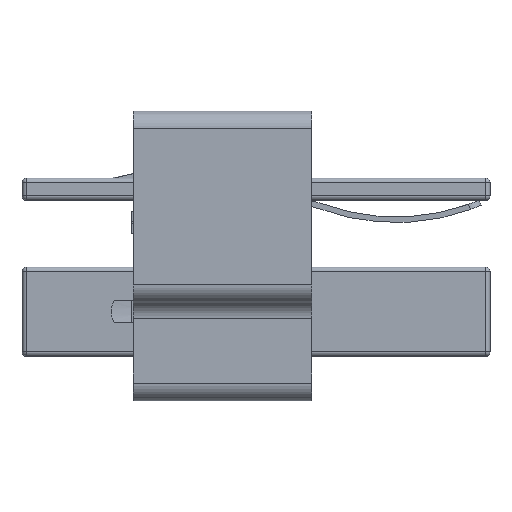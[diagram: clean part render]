
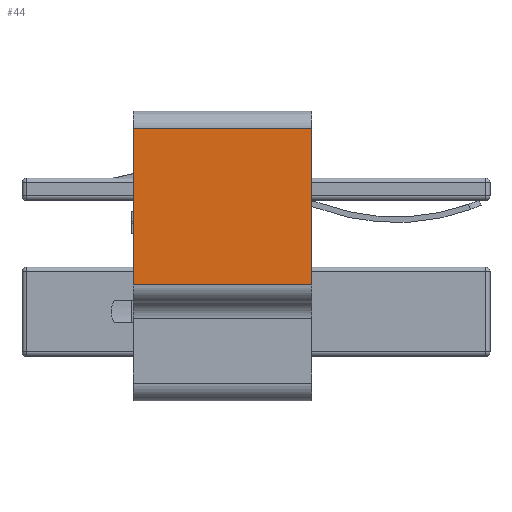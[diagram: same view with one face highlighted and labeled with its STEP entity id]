
A CAD part, left-side view. The second image highlights one B-rep face of the part: STEP entity #44.
In plain terms, the highlighted planar face has unit normal (-1, 0, 0).
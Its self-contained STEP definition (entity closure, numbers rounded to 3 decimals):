
#44 = ADVANCED_FACE('',(#45),#79,.F.);
#45 = FACE_BOUND('',#46,.F.);
#46 = EDGE_LOOP('',(#47,#57,#65,#73));
#47 = ORIENTED_EDGE('',*,*,#48,.T.);
#48 = EDGE_CURVE('',#49,#51,#53,.T.);
#49 = VERTEX_POINT('',#50);
#50 = CARTESIAN_POINT('',(-4.25,0.,-1.3));
#51 = VERTEX_POINT('',#52);
#52 = CARTESIAN_POINT('',(-4.25,8.,-1.3));
#53 = LINE('',#54,#55);
#54 = CARTESIAN_POINT('',(-4.25,0.,-1.3));
#55 = VECTOR('',#56,1.);
#56 = DIRECTION('',(0.,1.,0.));
#57 = ORIENTED_EDGE('',*,*,#58,.T.);
#58 = EDGE_CURVE('',#51,#59,#61,.T.);
#59 = VERTEX_POINT('',#60);
#60 = CARTESIAN_POINT('',(-4.25,8.,5.7));
#61 = LINE('',#62,#63);
#62 = CARTESIAN_POINT('',(-4.25,8.,-1.3));
#63 = VECTOR('',#64,1.);
#64 = DIRECTION('',(0.,0.,1.));
#65 = ORIENTED_EDGE('',*,*,#66,.F.);
#66 = EDGE_CURVE('',#67,#59,#69,.T.);
#67 = VERTEX_POINT('',#68);
#68 = CARTESIAN_POINT('',(-4.25,0.,5.7));
#69 = LINE('',#70,#71);
#70 = CARTESIAN_POINT('',(-4.25,0.,5.7));
#71 = VECTOR('',#72,1.);
#72 = DIRECTION('',(0.,1.,0.));
#73 = ORIENTED_EDGE('',*,*,#74,.F.);
#74 = EDGE_CURVE('',#49,#67,#75,.T.);
#75 = LINE('',#76,#77);
#76 = CARTESIAN_POINT('',(-4.25,0.,-1.3));
#77 = VECTOR('',#78,1.);
#78 = DIRECTION('',(0.,0.,1.));
#79 = PLANE('',#80);
#80 = AXIS2_PLACEMENT_3D('',#81,#82,#83);
#81 = CARTESIAN_POINT('',(-4.25,0.,-1.3));
#82 = DIRECTION('',(1.,0.,0.));
#83 = DIRECTION('',(0.,0.,1.));
